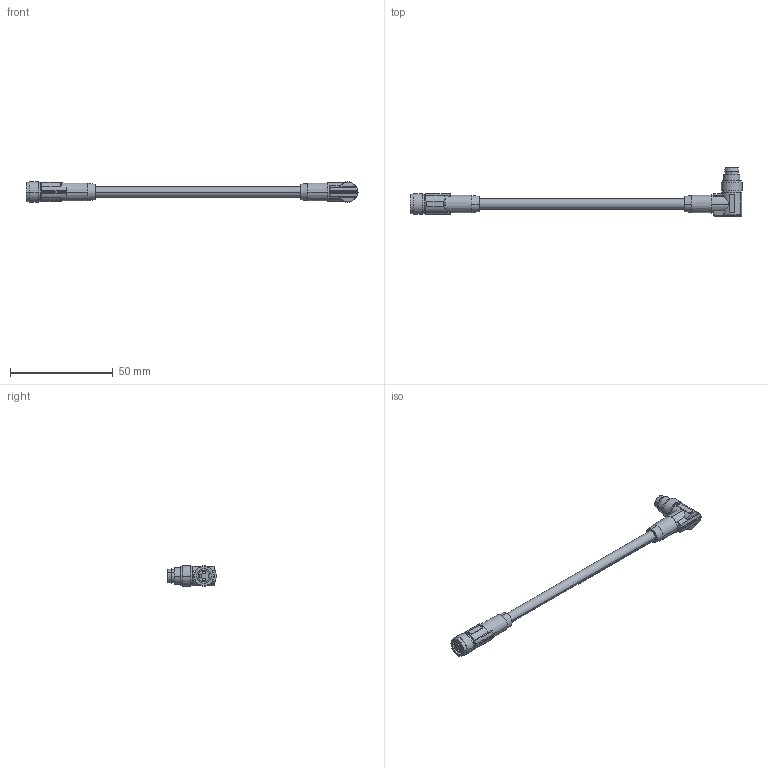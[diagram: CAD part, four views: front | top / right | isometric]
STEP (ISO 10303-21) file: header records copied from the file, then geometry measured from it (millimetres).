
FILE_DESCRIPTION(('SolidDesigner STEP Export'),'2;1');
FILE_NAME('1406049_SAC_3P_M8MR_1.5_542_M8FS_SH_BK-select.stp','2013-07-02T10:45:46',(''),(''),'Creo Elements/Direct Modeling STEP processor for AP214 (Solid Model)','Creo Elements/Direct Modeling 18.1 06-May-2012 (C) Parametric Technology GmbH','');
FILE_SCHEMA(('AUTOMOTIVE_DESIGN { 1 0 10303 214 1 1 1 1 }'));
Length unit declared in the file: millimetre
Products named in the file (2): 1406049_SAC_3P_M8MR_1.5_542_M8FS_SH_BK-select
Assembly tree (1 placements, depth 2):
  1406049_SAC_3P_M8MR_1.5_542_M8FS_SH_BK-select
    1406049_SAC_3P_M8MR_1.5_542_M8FS_SH_BK-select
Bounding box: 161.7 x 23.69 x 10 mm (x, y, z)
Volume: 6523.3 mm3; surface area: 4501.5 mm2
Topology: 1 solids, 1 shells, 189 faces, 467 edges, 305 vertices
Faces by surface type: cylinder 107, plane 62, cone 18, torus 2
Entity records: 9003 total; most frequent: CARTESIAN_POINT 3286, ORIENTED_EDGE 934, DIRECTION 767, EDGE_CURVE 467, VERTEX_POINT 305, AXIS2_PLACEMENT_3D 302, EDGE_LOOP 214, COLOUR_RGB 190
